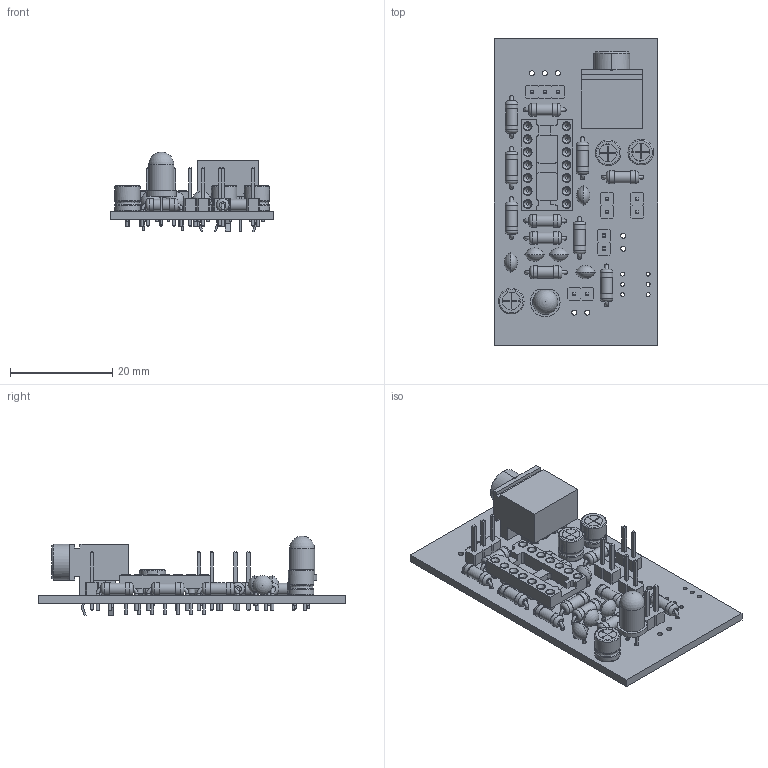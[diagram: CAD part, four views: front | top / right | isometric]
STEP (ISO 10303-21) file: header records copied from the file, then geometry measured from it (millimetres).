
FILE_DESCRIPTION(('KiCad electronic assembly'),'2;1');
FILE_NAME('BioAmp v1.5.step','2021-08-03T18:34:06',('An Author'),( 'A Company'),'Open CASCADE STEP processor 7.4', 'KiCad to STEP converter','Unknown');
FILE_SCHEMA(('AUTOMOTIVE_DESIGN { 1 0 10303 214 1 1 1 1 }'));
Length unit declared in the file: millimetre
Products named in the file (18): Open CASCADE STEP translator 7.4 1; C_Disc_D3.8mm_W2.6mm_P2.50mm; SOLID; CP_Radial_D5.0mm_P2.50mm; PinHeader_1x02_P2.54mm_Vertical; CUI_DEVICES_SJ1-3555NG-BE; DIP-14_W7.62mm_Socket; LED_D5.0mm; R_Axial_DIN0207_L6.3mm_D2.5mm_P7.62mm_Horizontal; PinHeader_1x03_P2.54mm_Vertical; COMPOUND
Assembly tree (36 placements, depth 3):
  Open CASCADE STEP translator 7.4 1
    C_Disc_D3.8mm_W2.6mm_P2.50mm  x5
      SOLID
    CP_Radial_D5.0mm_P2.50mm  x3
      SOLID
    PinHeader_1x02_P2.54mm_Vertical  x4
      SOLID
    CUI_DEVICES_SJ1-3555NG-BE
      SOLID
    DIP-14_W7.62mm_Socket
      SOLID
    LED_D5.0mm
      SOLID
    R_Axial_DIN0207_L6.3mm_D2.5mm_P7.62mm_Horizontal  x11
      SOLID
    PinHeader_1x03_P2.54mm_Vertical
      SOLID
    COMPOUND
Bounding box: 32 x 60 x 15.6 mm (x, y, z)
Volume: 5561.8 mm3; surface area: 8328.6 mm2
Topology: 28 solids, 31 shells, 1066 faces, 2350 edges, 1487 vertices
Faces by surface type: plane 640, cylinder 268, torus 50, cone 44, revolution 35, bspline 18, sphere 11
Full cylindrical faces by diameter (mm): 0.5 x16, 0.508 x28, 0.6 x22, 0.762 x6, 0.8 x52, 0.9 x2, 1 x18, 1.5 x5, 1.524 x14, 1.6 x3, 1.724 x14, 2.25 x11, 2.5 x22, 4.9 x1
Entity records: 45686 total; most frequent: CARTESIAN_POINT 12340, DIRECTION 5608, LINE 3274, VECTOR 3274, ORIENTED_EDGE 2826, PCURVE 2826, DEFINITIONAL_REPRESENTATION 2826, EDGE_CURVE 1413
